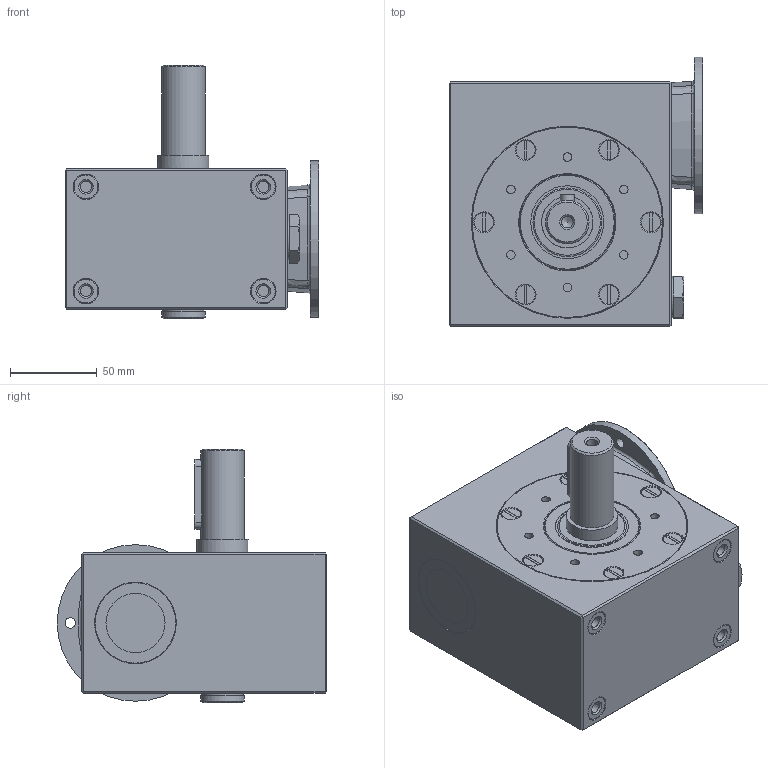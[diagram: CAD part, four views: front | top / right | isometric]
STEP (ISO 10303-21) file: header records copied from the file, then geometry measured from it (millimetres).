
FILE_DESCRIPTION( ( 'Unknown' ), '1' );
FILE_NAME( 'D92484325AC3E2C81A7C20B3CC4BB365.3d.stp', 'Unknown', ( 'Unknown' ), ( 'Unknown' ), 'PSStep 10.1', 'Unknown', ' ' );
FILE_SCHEMA( ( 'AUTOMOTIVE_DESIGN { 1 0 10303 214 1 1 1 1 }' ) );
Length unit declared in the file: millimetre
Products named in the file (1): I508800
Bounding box: 146 x 155 x 146 mm (x, y, z)
Volume: 1532838.1 mm3; surface area: 118853.8 mm2
Topology: 1 solids, 20 shells, 429 faces, 957 edges, 613 vertices
Faces by surface type: plane 200, cylinder 106, cone 83, torus 32, bspline 8
Full cylindrical faces by diameter (mm): 4.917 x16, 6 x8, 6.411 x4, 6.5 x4, 6.647 x2, 10 x4, 10.106 x4, 10.5 x4, 12 x4, 12.1 x4, 14 x4, 14.1 x4, 14.5 x1, 14.95 x2, 16.4 x1, 22 x1, 23.7 x1, 24 x1, 25 x3, 29.5 x1, 30 x1, 34 x1, 39.5 x2, 40 x1, 42 x2, 43.8 x1, 46.246 x1, 47 x3, 51.8 x1, 90 x1
Entity records: 14596 total; most frequent: CARTESIAN_POINT 2862, DIRECTION 1832, ORIENTED_EDGE 1318, AXIS2_PLACEMENT_3D 803, EDGE_LOOP 688, EDGE_CURVE 659, FACE_OUTER_BOUND 544, VERTEX_POINT 501
